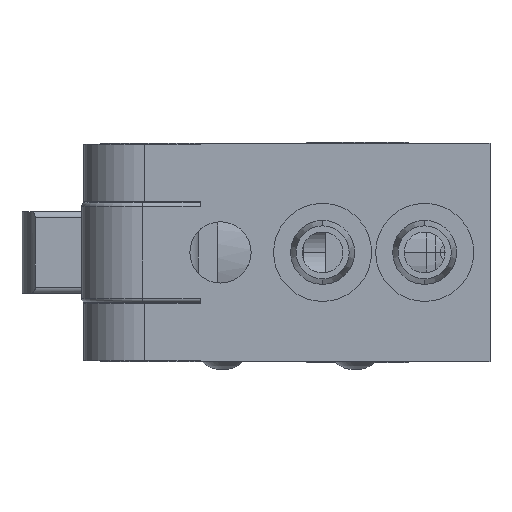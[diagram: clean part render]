
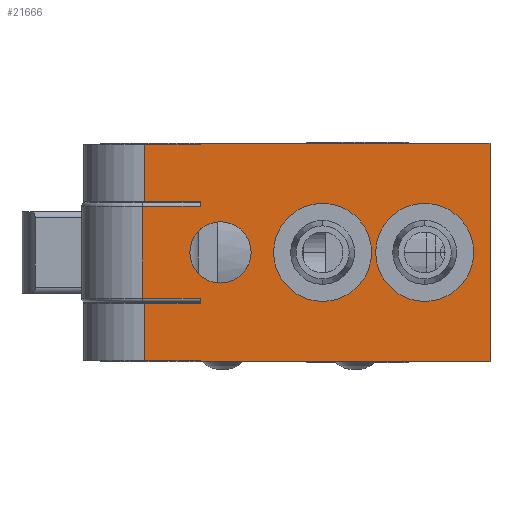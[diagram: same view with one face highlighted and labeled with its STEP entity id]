
A CAD part, left-side view. The second image highlights one B-rep face of the part: STEP entity #21666.
In plain terms, the highlighted planar face has unit normal (-1, 0, 0).
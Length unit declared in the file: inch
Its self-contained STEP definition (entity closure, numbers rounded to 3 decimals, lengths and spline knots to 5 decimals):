
#1157=DIRECTION('',(0.,-1.,0.));
#1158=VECTOR('',#1157,0.55906);
#1159=CARTESIAN_POINT('',(-0.46063,-0.0748,
-0.21063));
#1160=LINE('',#1159,#1158);
#1302=DIRECTION('',(0.,0.,1.));
#1303=VECTOR('',#1302,0.42126);
#1304=CARTESIAN_POINT('',(-0.46063,-0.63386,
-0.21063));
#1305=LINE('',#1304,#1303);
#1357=DIRECTION('',(0.,1.,0.));
#1358=VECTOR('',#1357,0.1063);
#1359=CARTESIAN_POINT('',(-0.46063,-0.0748,
-0.09843));
#1360=LINE('',#1359,#1358);
#1361=DIRECTION('',(0.,-1.,0.));
#1362=VECTOR('',#1361,0.11024);
#1363=CARTESIAN_POINT('',(-0.46063,0.03543,
-0.08858));
#1364=LINE('',#1363,#1362);
#1365=DIRECTION('',(0.,0.,-1.));
#1366=VECTOR('',#1365,0.17717);
#1367=CARTESIAN_POINT('',(-0.46063,0.03543,
0.08858));
#1368=LINE('',#1367,#1366);
#1369=DIRECTION('',(0.,1.,0.));
#1370=VECTOR('',#1369,0.11024);
#1371=CARTESIAN_POINT('',(-0.46063,-0.0748,
0.08858));
#1372=LINE('',#1371,#1370);
#1373=DIRECTION('',(0.,1.,0.));
#1374=VECTOR('',#1373,0.1063);
#1375=CARTESIAN_POINT('',(-0.46063,-0.0748,
0.09843));
#1376=LINE('',#1375,#1374);
#1377=CARTESIAN_POINT('',(-0.46063,-0.11417,0.));
#1378=DIRECTION('',(-1.,0.,0.));
#1379=DIRECTION('',(0.,0.,1.));
#1380=AXIS2_PLACEMENT_3D('',#1377,#1378,#1379);
#1382=CARTESIAN_POINT('',(-0.46063,-0.11417,0.));
#1383=DIRECTION('',(-1.,0.,0.));
#1384=DIRECTION('',(0.,0.,-1.));
#1385=AXIS2_PLACEMENT_3D('',#1382,#1383,#1384);
#1387=CARTESIAN_POINT('',(-0.46063,-0.31102,0.));
#1388=DIRECTION('',(-1.,0.,0.));
#1389=DIRECTION('',(0.,0.,-1.));
#1390=AXIS2_PLACEMENT_3D('',#1387,#1388,#1389);
#1392=CARTESIAN_POINT('',(-0.46063,-0.31102,0.));
#1393=DIRECTION('',(-1.,0.,0.));
#1394=DIRECTION('',(0.,0.,1.));
#1395=AXIS2_PLACEMENT_3D('',#1392,#1393,#1394);
#1397=CARTESIAN_POINT('',(-0.46063,-0.50787,0.));
#1398=DIRECTION('',(-1.,0.,0.));
#1399=DIRECTION('',(0.,0.,-1.));
#1400=AXIS2_PLACEMENT_3D('',#1397,#1398,#1399);
#1402=CARTESIAN_POINT('',(-0.46063,-0.50787,0.));
#1403=DIRECTION('',(-1.,0.,0.));
#1404=DIRECTION('',(0.,0.,1.));
#1405=AXIS2_PLACEMENT_3D('',#1402,#1403,#1404);
#1411=DIRECTION('',(0.,0.,-1.));
#1412=VECTOR('',#1411,0.00197);
#1413=CARTESIAN_POINT('',(-0.46063,-0.0748,
-0.20866));
#1414=LINE('',#1413,#1412);
#1445=DIRECTION('',(0.,1.,0.));
#1446=VECTOR('',#1445,0.1063);
#1447=CARTESIAN_POINT('',(-0.46063,-0.0748,
-0.20866));
#1448=LINE('',#1447,#1446);
#2587=DIRECTION('',(0.,-1.,0.));
#2588=VECTOR('',#2587,0.55906);
#2589=CARTESIAN_POINT('',(-0.46063,-0.0748,
0.21063));
#2590=LINE('',#2589,#2588);
#2714=DIRECTION('',(0.,0.,-1.));
#2715=VECTOR('',#2714,0.00197);
#2716=CARTESIAN_POINT('',(-0.46063,-0.0748,
0.21063));
#2717=LINE('',#2716,#2715);
#2718=DIRECTION('',(0.,1.,0.));
#2719=VECTOR('',#2718,0.1063);
#2720=CARTESIAN_POINT('',(-0.46063,-0.0748,
0.20866));
#2721=LINE('',#2720,#2719);
#2763=DIRECTION('',(0.,0.,-1.));
#2764=VECTOR('',#2763,0.11024);
#2765=CARTESIAN_POINT('',(-0.46063,0.0315,
0.20866));
#2766=LINE('',#2765,#2764);
#2866=DIRECTION('',(0.,0.,-1.));
#2867=VECTOR('',#2866,0.11024);
#2868=CARTESIAN_POINT('',(-0.46063,0.0315,
-0.09843));
#2869=LINE('',#2868,#2867);
#2878=DIRECTION('',(0.,0.,-1.));
#2879=VECTOR('',#2878,0.00984);
#2880=CARTESIAN_POINT('',(-0.46063,-0.0748,
-0.08858));
#2881=LINE('',#2880,#2879);
#3054=DIRECTION('',(0.,0.,-1.));
#3055=VECTOR('',#3054,0.00984);
#3056=CARTESIAN_POINT('',(-0.46063,-0.0748,
0.09843));
#3057=LINE('',#3056,#3055);
#16381=CARTESIAN_POINT('',(-0.46063,-0.63386,
-0.21063));
#16382=CARTESIAN_POINT('',(-0.46063,-0.63386,
0.21063));
#16383=VERTEX_POINT('',#16381);
#16384=VERTEX_POINT('',#16382);
#16641=CARTESIAN_POINT('',(-0.46063,-0.0748,
-0.21063));
#16642=VERTEX_POINT('',#16641);
#16645=CARTESIAN_POINT('',(-0.46063,-0.0748,
0.21063));
#16646=VERTEX_POINT('',#16645);
#16780=CARTESIAN_POINT('',(-0.46063,-0.11417,
0.05906));
#16781=CARTESIAN_POINT('',(-0.46063,-0.11417,
-0.05906));
#16782=VERTEX_POINT('',#16780);
#16783=VERTEX_POINT('',#16781);
#17213=CARTESIAN_POINT('',(-0.46063,0.03543,
-0.08858));
#17214=CARTESIAN_POINT('',(-0.46063,-0.0748,
-0.08858));
#17215=VERTEX_POINT('',#17213);
#17216=VERTEX_POINT('',#17214);
#17241=CARTESIAN_POINT('',(-0.46063,0.03543,
0.08858));
#17242=VERTEX_POINT('',#17241);
#17245=CARTESIAN_POINT('',(-0.46063,-0.0748,
0.08858));
#17246=VERTEX_POINT('',#17245);
#18556=CARTESIAN_POINT('',(-0.46063,0.0315,
0.20866));
#18558=VERTEX_POINT('',#18556);
#18578=CARTESIAN_POINT('',(-0.46063,0.0315,
-0.20866));
#18580=VERTEX_POINT('',#18578);
#18606=CARTESIAN_POINT('',(-0.46063,0.0315,
0.09843));
#18608=VERTEX_POINT('',#18606);
#18610=CARTESIAN_POINT('',(-0.46063,0.0315,
-0.09843));
#18612=VERTEX_POINT('',#18610);
#19388=CARTESIAN_POINT('',(-0.46063,-0.0748,
0.20866));
#19390=VERTEX_POINT('',#19388);
#19392=CARTESIAN_POINT('',(-0.46063,-0.0748,
0.09843));
#19394=VERTEX_POINT('',#19392);
#19396=CARTESIAN_POINT('',(-0.46063,-0.0748,
-0.20866));
#19398=VERTEX_POINT('',#19396);
#19400=CARTESIAN_POINT('',(-0.46063,-0.0748,
-0.09843));
#19402=VERTEX_POINT('',#19400);
#19899=CARTESIAN_POINT('',(-0.46063,-0.31102,
-0.09449));
#19900=CARTESIAN_POINT('',(-0.46063,-0.31102,
0.09449));
#19901=VERTEX_POINT('',#19899);
#19902=VERTEX_POINT('',#19900);
#19951=CARTESIAN_POINT('',(-0.46063,-0.50787,
-0.09449));
#19952=CARTESIAN_POINT('',(-0.46063,-0.50787,
0.09449));
#19953=VERTEX_POINT('',#19951);
#19954=VERTEX_POINT('',#19952);
#21611=CARTESIAN_POINT('',(-0.46063,0.15354,
-0.21063));
#21612=DIRECTION('',(-1.,0.,0.));
#21613=DIRECTION('',(0.,-1.,0.));
#21614=AXIS2_PLACEMENT_3D('',#21611,#21612,#21613);
#21615=PLANE('',#21614);
#21617=ORIENTED_EDGE('',*,*,#21616,.F.);
#21619=ORIENTED_EDGE('',*,*,#21618,.T.);
#21621=ORIENTED_EDGE('',*,*,#21620,.F.);
#21623=ORIENTED_EDGE('',*,*,#21622,.F.);
#21625=ORIENTED_EDGE('',*,*,#21624,.F.);
#21627=ORIENTED_EDGE('',*,*,#21626,.F.);
#21629=ORIENTED_EDGE('',*,*,#21628,.F.);
#21631=ORIENTED_EDGE('',*,*,#21630,.F.);
#21633=ORIENTED_EDGE('',*,*,#21632,.F.);
#21635=ORIENTED_EDGE('',*,*,#21634,.T.);
#21637=ORIENTED_EDGE('',*,*,#21636,.F.);
#21639=ORIENTED_EDGE('',*,*,#21638,.F.);
#21641=ORIENTED_EDGE('',*,*,#21640,.F.);
#21643=ORIENTED_EDGE('',*,*,#21642,.T.);
#21644=ORIENTED_EDGE('',*,*,#21567,.F.);
#21645=ORIENTED_EDGE('',*,*,#21423,.F.);
#21646=EDGE_LOOP('',(#21617,#21619,#21621,#21623,#21625,#21627,#21629,#21631,
#21633,#21635,#21637,#21639,#21641,#21643,#21644,#21645));
#21647=FACE_OUTER_BOUND('',#21646,.F.);
#21649=ORIENTED_EDGE('',*,*,#21648,.T.);
#21651=ORIENTED_EDGE('',*,*,#21650,.T.);
#21652=EDGE_LOOP('',(#21649,#21651));
#21653=FACE_BOUND('',#21652,.F.);
#21655=ORIENTED_EDGE('',*,*,#21654,.T.);
#21657=ORIENTED_EDGE('',*,*,#21656,.T.);
#21658=EDGE_LOOP('',(#21655,#21657));
#21659=FACE_BOUND('',#21658,.F.);
#21661=ORIENTED_EDGE('',*,*,#21660,.T.);
#21663=ORIENTED_EDGE('',*,*,#21662,.T.);
#21664=EDGE_LOOP('',(#21661,#21663));
#21665=FACE_BOUND('',#21664,.F.);
#1381=CIRCLE('',#1380,0.05906);
#1386=CIRCLE('',#1385,0.05906);
#1391=CIRCLE('',#1390,0.09449);
#1396=CIRCLE('',#1395,0.09449);
#1401=CIRCLE('',#1400,0.09449);
#1406=CIRCLE('',#1405,0.09449);
#21423=EDGE_CURVE('',#16642,#16383,#1160,.T.);
#21567=EDGE_CURVE('',#16383,#16384,#1305,.T.);
#21616=EDGE_CURVE('',#19398,#16642,#1414,.T.);
#21618=EDGE_CURVE('',#19398,#18580,#1448,.T.);
#21620=EDGE_CURVE('',#18612,#18580,#2869,.T.);
#21622=EDGE_CURVE('',#19402,#18612,#1360,.T.);
#21624=EDGE_CURVE('',#17216,#19402,#2881,.T.);
#21626=EDGE_CURVE('',#17215,#17216,#1364,.T.);
#21628=EDGE_CURVE('',#17242,#17215,#1368,.T.);
#21630=EDGE_CURVE('',#17246,#17242,#1372,.T.);
#21632=EDGE_CURVE('',#19394,#17246,#3057,.T.);
#21634=EDGE_CURVE('',#19394,#18608,#1376,.T.);
#21636=EDGE_CURVE('',#18558,#18608,#2766,.T.);
#21638=EDGE_CURVE('',#19390,#18558,#2721,.T.);
#21640=EDGE_CURVE('',#16646,#19390,#2717,.T.);
#21642=EDGE_CURVE('',#16646,#16384,#2590,.T.);
#21648=EDGE_CURVE('',#16782,#16783,#1381,.T.);
#21650=EDGE_CURVE('',#16783,#16782,#1386,.T.);
#21654=EDGE_CURVE('',#19901,#19902,#1391,.T.);
#21656=EDGE_CURVE('',#19902,#19901,#1396,.T.);
#21660=EDGE_CURVE('',#19953,#19954,#1401,.T.);
#21662=EDGE_CURVE('',#19954,#19953,#1406,.T.);
#21666=ADVANCED_FACE('',(#21647,#21653,#21659,#21665),#21615,.T.);
